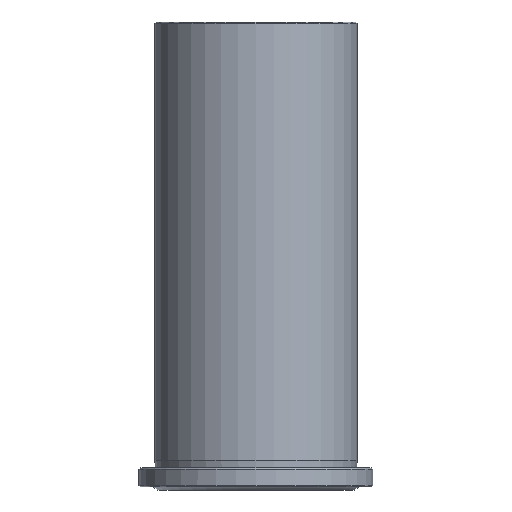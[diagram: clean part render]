
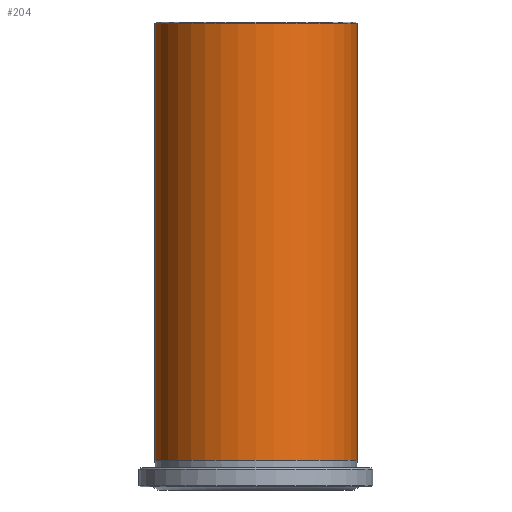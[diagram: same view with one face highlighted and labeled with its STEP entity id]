
A CAD part, left-side view. The second image highlights one B-rep face of the part: STEP entity #204.
In plain terms, the highlighted cylindrical face has radius 16 mm (diameter 32 mm), a partial arc.
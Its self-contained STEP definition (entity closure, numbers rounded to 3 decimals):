
#172=VERTEX_POINT('NONE',#413);
#204=ADVANCED_FACE('NONE',(#450),#451,.T.);
#238=EDGE_CURVE('NONE',#172,#256,#487,.T.);
#256=VERTEX_POINT('NONE',#507);
#266=VERTEX_POINT('NONE',#517);
#288=EDGE_CURVE('NONE',#266,#314,#543,.T.);
#294=EDGE_CURVE('NONE',#266,#172,#550,.T.);
#298=EDGE_CURVE('NONE',#314,#256,#554,.T.);
#314=VERTEX_POINT('NONE',#571);
#413=CARTESIAN_POINT('',(0.,16.0,73.8));
#450=FACE_OUTER_BOUND('',#724,.T.);
#451=CYLINDRICAL_SURFACE('',#725,16.0);
#487=LINE('',#776,#777);
#507=CARTESIAN_POINT('',(0.0,16.0,4.697));
#517=CARTESIAN_POINT('',(0.0,-16.0,73.8));
#543=LINE('',#847,#848);
#550=CIRCLE('',#856,16.0);
#554=CIRCLE('',#863,16.0);
#571=CARTESIAN_POINT('',(0.,-16.0,4.697));
#724=EDGE_LOOP('',(#1064,#1065,#1066,#1067));
#725=AXIS2_PLACEMENT_3D('',#1068,#1069,#1070);
#776=CARTESIAN_POINT('',(0.,16.0,-12.958));
#777=VECTOR('',#1114,1000.0);
#847=CARTESIAN_POINT('',(0.0,-16.0,-12.958));
#848=VECTOR('',#1179,1000.0);
#856=AXIS2_PLACEMENT_3D('',#1188,#1189,#1190);
#863=AXIS2_PLACEMENT_3D('',#1192,#1193,#1194);
#1064=ORIENTED_EDGE('',*,*,#294,.T.);
#1065=ORIENTED_EDGE('',*,*,#238,.T.);
#1066=ORIENTED_EDGE('',*,*,#298,.F.);
#1067=ORIENTED_EDGE('',*,*,#288,.F.);
#1068=CARTESIAN_POINT('',(0.0,0.0,-12.958));
#1069=DIRECTION('',(0.0,-0.0,-1.0));
#1070=DIRECTION('',(0.0,-1.0,0.0));
#1114=DIRECTION('',(0.0,0.0,-1.0));
#1179=DIRECTION('',(0.0,0.0,-1.0));
#1188=CARTESIAN_POINT('',(0.0,0.0,73.8));
#1189=DIRECTION('',(0.0,0.0,-1.0));
#1190=DIRECTION('',(0.0,1.0,0.0));
#1192=CARTESIAN_POINT('',(0.0,0.0,4.697));
#1193=DIRECTION('',(0.0,0.0,-1.0));
#1194=DIRECTION('',(0.0,-1.0,0.0));
